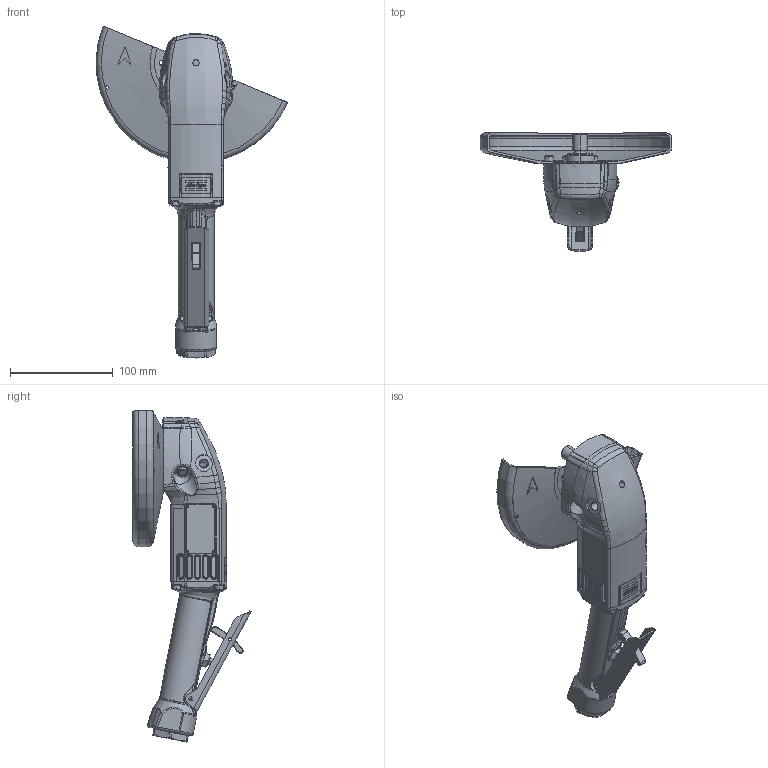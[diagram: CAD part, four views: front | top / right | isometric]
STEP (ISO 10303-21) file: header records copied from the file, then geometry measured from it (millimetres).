
FILE_DESCRIPTION((''),'2;1');
FILE_NAME('8423013288_ASM','2013-11-08T',('tooextcsr'),(''),'PRO/ENGINEER BY PARAMETRIC TECHNOLOGY CORPORATION, 2012420','PRO/ENGINEER BY PARAMETRIC TECHNOLOGY CORPORATION, 2012420','');
FILE_SCHEMA(('CONFIG_CONTROL_DESIGN','GEOMETRIC_VALIDATION_PROPERTIES_MIM'));
Length unit declared in the file: millimetre
Products named in the file (32): 4150202502; 4150203900; 0384500021; 4150178681_ASM; 4150190700_SPEC1; 4150190760_ASM; 4150190780_ASM; 0690110140; 4150202582_ASM; 4150204103; 4150200680_ASM; 4150200887_ASM; 0211117300; 4150203408; 4150203491_ASM; 4150203503; 4150202200; 0211120500_SPEC1; 4150204505; 0244410300; 4150201000; 41502010_SKISS; 4150201060_ASM; 4170118201; 0101195127; 0517015600; 4170120600_SH_OLD; 4150157801; 4170120680_LSV48_ASM; 4170063900_OLD2; 4150201080_ASM; 8423013288_ASM
Assembly tree (40 placements, depth 5):
  8423013288_ASM
    4150202582_ASM
      4150202502
      4150178681_ASM
        4150203900
        0384500021
      4150190780_ASM
        4150190760_ASM
          4150190700_SPEC1
      0690110140
    4150200887_ASM
      4150200680_ASM
        4150204103
    0211117300  x4
    4150203491_ASM
      4150203408
    4150203503
    4150202200
    0211120500_SPEC1  x4
    4150204505
    0244410300  x4
    4150201080_ASM
      4150201060_ASM
        4150201000
        41502010_SKISS
      4170118201
      0101195127
      0517015600
      4170120680_LSV48_ASM
        4170120600_SH_OLD
        4150157801
      4170063900_OLD2
Bounding box: 186.94 x 115.07 x 323.58 mm (x, y, z)
Volume: 379349.8 mm3; surface area: 209194.9 mm2
Topology: 30 solids, 36 shells, 2374 faces, 5766 edges, 3503 vertices
Faces by surface type: cylinder 589, plane 547, bspline 533, cone 247, extrusion 216, torus 185, sphere 49, revolution 8
Entity records: 113346 total; most frequent: CARTESIAN_POINT 46407, ORIENTED_EDGE 10870, DIRECTION 8753, PRESENTATION_STYLE_ASSIGNMENT 5529, STYLED_ITEM 5479, CURVE_STYLE 5446, EDGE_CURVE 5446, AXIS2_PLACEMENT_3D 3421
